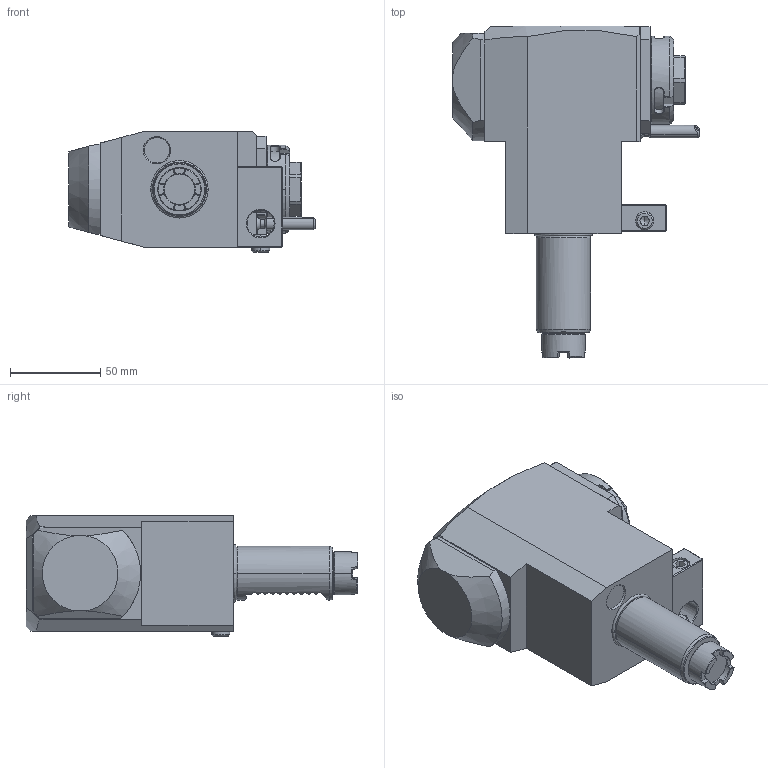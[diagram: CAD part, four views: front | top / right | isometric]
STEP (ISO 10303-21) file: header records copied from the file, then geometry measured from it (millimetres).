
FILE_DESCRIPTION((''),'2;1');
FILE_NAME('NGT1_30_255_25_1_1_85TJA','2024-03-27T',('vali'),('NOVA GRUP'),'PRO/ENGINEER BY PARAMETRIC TECHNOLOGY CORPORATION, 2010280','PRO/ENGINEER BY PARAMETRIC TECHNOLOGY CORPORATION, 2010280','');
FILE_SCHEMA(('CONFIG_CONTROL_DESIGN'));
Length unit declared in the file: millimetre
Products named in the file (1): NGT1_30_255_25_1_1_85TJA
Bounding box: 136.88 x 184 x 67 mm (x, y, z)
Volume: 689033.1 mm3; surface area: 61588.6 mm2
Topology: 1 solids, 1 shells, 376 faces, 1008 edges, 647 vertices
Faces by surface type: plane 196, cone 76, cylinder 74, bspline 22, torus 6, sphere 2
Entity records: 14995 total; most frequent: CARTESIAN_POINT 6069, ORIENTED_EDGE 2004, DIRECTION 1624, EDGE_CURVE 1002, VERTEX_POINT 647, AXIS2_PLACEMENT_3D 573, VECTOR 478, LINE 478
